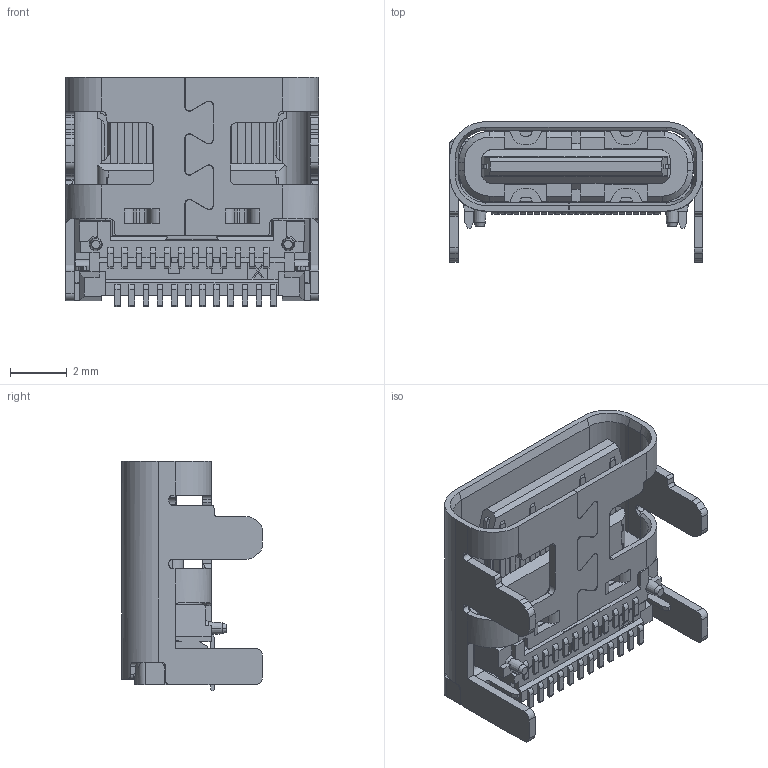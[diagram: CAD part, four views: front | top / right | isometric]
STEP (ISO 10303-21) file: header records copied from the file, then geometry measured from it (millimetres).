
FILE_DESCRIPTION((''),'2;1');
FILE_NAME('PRT0001','2021-07-15T14:15:23',('Administrator'),(''),'CREO PARAMETRIC BY PTC INC, 2016510','CREO PARAMETRIC BY PTC INC, 2016510','');
FILE_SCHEMA(('AUTOMOTIVE_DESIGN { 1 0 10303 214 1 1 1 1 }'));
Length unit declared in the file: millimetre
Products named in the file (1): PRT0001
Bounding box: 8.95 x 4.96 x 8.1 mm (x, y, z)
Volume: 120.9 mm3; surface area: 552.5 mm2
Topology: 2 solids, 12 shells, 1499 faces, 4227 edges, 2726 vertices
Faces by surface type: plane 1040, cylinder 333, bspline 86, cone 40
Entity records: 55119 total; most frequent: CARTESIAN_POINT 11973, ORIENTED_EDGE 8454, DIRECTION 7508, EDGE_CURVE 4227, VECTOR 3246, LINE 3246, VERTEX_POINT 2726, AXIS2_PLACEMENT_3D 2131
